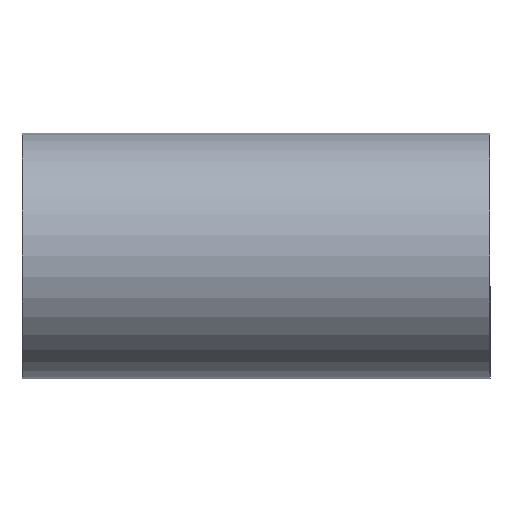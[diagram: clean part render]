
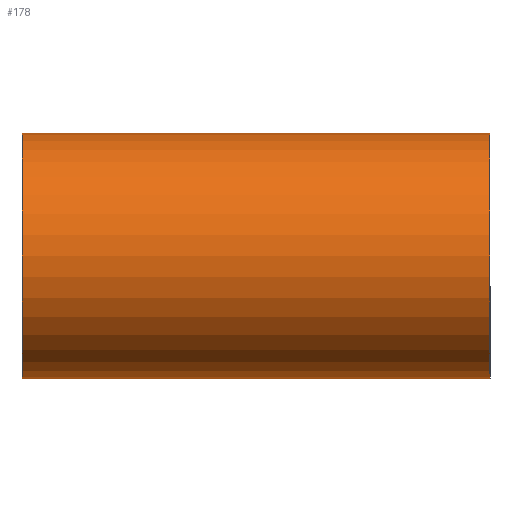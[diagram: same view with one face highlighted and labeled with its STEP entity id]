
A CAD part, left-side view. The second image highlights one B-rep face of the part: STEP entity #178.
In plain terms, the highlighted cylindrical face has radius 52.4 mm (diameter 104.8 mm), a full revolution.
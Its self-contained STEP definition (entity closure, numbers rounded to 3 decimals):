
#21 = EDGE_CURVE('',#22,#22,#24,.T.);
#22 = VERTEX_POINT('',#23);
#23 = CARTESIAN_POINT('',(0.,0.,52.4));
#24 = SURFACE_CURVE('',#25,(#30,#42),.PCURVE_S1.);
#25 = CIRCLE('',#26,52.4);
#26 = AXIS2_PLACEMENT_3D('',#27,#28,#29);
#27 = CARTESIAN_POINT('',(0.,0.,
    0.));
#28 = DIRECTION('',(0.,1.,0.));
#29 = DIRECTION('',(0.,0.,1.));
#30 = PCURVE('',#31,#36);
#31 = PLANE('',#32);
#32 = AXIS2_PLACEMENT_3D('',#33,#34,#35);
#33 = CARTESIAN_POINT('',(0.,0.,
    0.));
#34 = DIRECTION('',(0.,1.,0.));
#35 = DIRECTION('',(0.,0.,1.));
#36 = DEFINITIONAL_REPRESENTATION('',(#37),#41);
#37 = CIRCLE('',#38,52.4);
#38 = AXIS2_PLACEMENT_2D('',#39,#40);
#39 = CARTESIAN_POINT('',(0.,0.));
#40 = DIRECTION('',(1.,0.));
#41 = ( GEOMETRIC_REPRESENTATION_CONTEXT(2) 
PARAMETRIC_REPRESENTATION_CONTEXT() REPRESENTATION_CONTEXT('2D SPACE',''
  ) );
#42 = PCURVE('',#43,#48);
#43 = CYLINDRICAL_SURFACE('',#44,52.4);
#44 = AXIS2_PLACEMENT_3D('',#45,#46,#47);
#45 = CARTESIAN_POINT('',(0.,200.,0.));
#46 = DIRECTION('',(0.,-1.,0.));
#47 = DIRECTION('',(0.,0.,1.));
#48 = DEFINITIONAL_REPRESENTATION('',(#49),#53);
#49 = LINE('',#50,#51);
#50 = CARTESIAN_POINT('',(-0.,200.));
#51 = VECTOR('',#52,1.);
#52 = DIRECTION('',(-1.,0.));
#53 = ( GEOMETRIC_REPRESENTATION_CONTEXT(2) 
PARAMETRIC_REPRESENTATION_CONTEXT() REPRESENTATION_CONTEXT('2D SPACE',''
  ) );
#128 = PLANE('',#129);
#129 = AXIS2_PLACEMENT_3D('',#130,#131,#132);
#130 = CARTESIAN_POINT('',(0.,200.,0.)
  );
#131 = DIRECTION('',(0.,-1.,0.));
#132 = DIRECTION('',(0.,0.,-1.));
#151 = EDGE_CURVE('',#152,#152,#154,.T.);
#152 = VERTEX_POINT('',#153);
#153 = CARTESIAN_POINT('',(0.,200.,52.4));
#154 = SURFACE_CURVE('',#155,(#160,#171),.PCURVE_S1.);
#155 = CIRCLE('',#156,52.4);
#156 = AXIS2_PLACEMENT_3D('',#157,#158,#159);
#157 = CARTESIAN_POINT('',(0.,200.,0.)
  );
#158 = DIRECTION('',(0.,1.,0.));
#159 = DIRECTION('',(0.,0.,1.));
#160 = PCURVE('',#128,#161);
#161 = DEFINITIONAL_REPRESENTATION('',(#162),#170);
#162 = ( BOUNDED_CURVE() B_SPLINE_CURVE(2,(#163,#164,#165,#166,#167,#168
,#169),.UNSPECIFIED.,.T.,.F.) B_SPLINE_CURVE_WITH_KNOTS((1,2,2,2,2,1),(
    -2.094,0.,2.094,4.189,6.283,
8.378),.UNSPECIFIED.) CURVE() GEOMETRIC_REPRESENTATION_ITEM() 
RATIONAL_B_SPLINE_CURVE((1.,0.5,1.,0.5,1.,0.5,1.)) REPRESENTATION_ITEM(
  '') );
#163 = CARTESIAN_POINT('',(-52.4,0.));
#164 = CARTESIAN_POINT('',(-52.4,90.759));
#165 = CARTESIAN_POINT('',(26.2,45.38));
#166 = CARTESIAN_POINT('',(104.8,0.));
#167 = CARTESIAN_POINT('',(26.2,-45.38));
#168 = CARTESIAN_POINT('',(-52.4,-90.759));
#169 = CARTESIAN_POINT('',(-52.4,0.));
#170 = ( GEOMETRIC_REPRESENTATION_CONTEXT(2) 
PARAMETRIC_REPRESENTATION_CONTEXT() REPRESENTATION_CONTEXT('2D SPACE',''
  ) );
#171 = PCURVE('',#43,#172);
#172 = DEFINITIONAL_REPRESENTATION('',(#173),#177);
#173 = LINE('',#174,#175);
#174 = CARTESIAN_POINT('',(-0.,0.));
#175 = VECTOR('',#176,1.);
#176 = DIRECTION('',(-1.,0.));
#177 = ( GEOMETRIC_REPRESENTATION_CONTEXT(2) 
PARAMETRIC_REPRESENTATION_CONTEXT() REPRESENTATION_CONTEXT('2D SPACE',''
  ) );
#178 = ADVANCED_FACE('',(#179),#43,.T.);
#179 = FACE_BOUND('',#180,.F.);
#180 = EDGE_LOOP('',(#181,#182,#203,#204));
#181 = ORIENTED_EDGE('',*,*,#151,.T.);
#182 = ORIENTED_EDGE('',*,*,#183,.T.);
#183 = EDGE_CURVE('',#152,#22,#184,.T.);
#184 = SEAM_CURVE('',#185,(#189,#196),.PCURVE_S1.);
#185 = LINE('',#186,#187);
#186 = CARTESIAN_POINT('',(0.,200.,52.4));
#187 = VECTOR('',#188,1.);
#188 = DIRECTION('',(0.,-1.,0.));
#189 = PCURVE('',#43,#190);
#190 = DEFINITIONAL_REPRESENTATION('',(#191),#195);
#191 = LINE('',#192,#193);
#192 = CARTESIAN_POINT('',(-0.,0.));
#193 = VECTOR('',#194,1.);
#194 = DIRECTION('',(-0.,1.));
#195 = ( GEOMETRIC_REPRESENTATION_CONTEXT(2) 
PARAMETRIC_REPRESENTATION_CONTEXT() REPRESENTATION_CONTEXT('2D SPACE',''
  ) );
#196 = PCURVE('',#43,#197);
#197 = DEFINITIONAL_REPRESENTATION('',(#198),#202);
#198 = LINE('',#199,#200);
#199 = CARTESIAN_POINT('',(-6.283,0.));
#200 = VECTOR('',#201,1.);
#201 = DIRECTION('',(-0.,1.));
#202 = ( GEOMETRIC_REPRESENTATION_CONTEXT(2) 
PARAMETRIC_REPRESENTATION_CONTEXT() REPRESENTATION_CONTEXT('2D SPACE',''
  ) );
#203 = ORIENTED_EDGE('',*,*,#21,.F.);
#204 = ORIENTED_EDGE('',*,*,#183,.F.);
